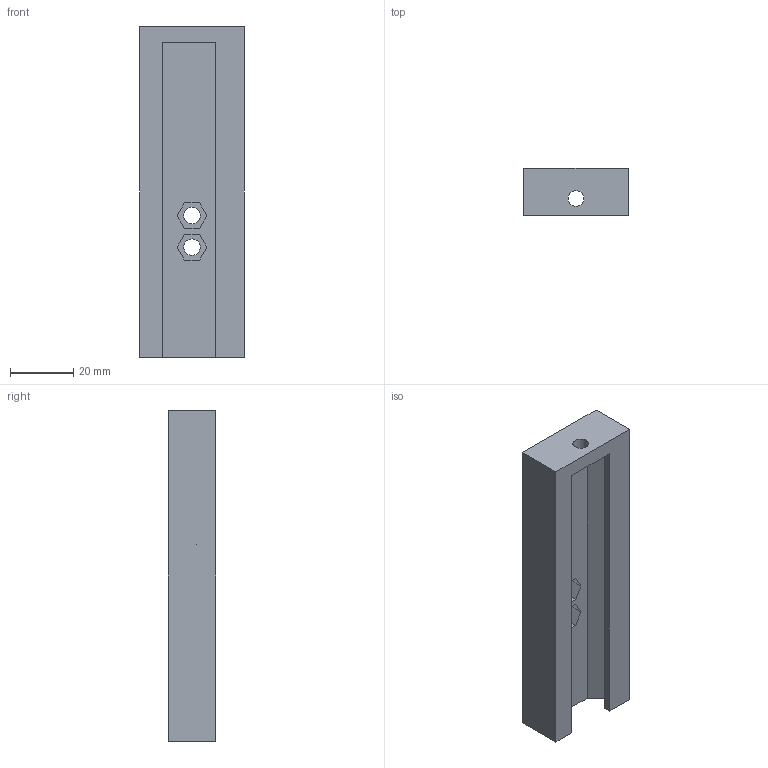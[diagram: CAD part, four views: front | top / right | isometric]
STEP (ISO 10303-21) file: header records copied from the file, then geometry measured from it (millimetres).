
FILE_DESCRIPTION(/* description */ (''),/* implementation_level */ '2;1');
FILE_NAME(/* name */ 'static mount 1.step',/* time_stamp */ '2025-12-27T21:02:58+01:00',/* author */ (''),/* organization */ (''),/* preprocessor_version */ 'ST-DEVELOPER v20.1',/* originating_system */ 'Autodesk Translation Framework v14.21.0.0',/* authorisation */ '');
FILE_SCHEMA (('AUTOMOTIVE_DESIGN { 1 0 10303 214 3 1 1 }','TECHNICAL_DATA_PACKAGING','PROCESS_PLANNING_SCHEMA'));
Length unit declared in the file: millimetre
Products named in the file (1): 2025-12-27-21-02-58-271
Bounding box: 33 x 15 x 105 mm (x, y, z)
Volume: 31168.5 mm3; surface area: 13947 mm2
Topology: 1 solids, 1 shells, 31 faces, 81 edges, 54 vertices
Faces by surface type: plane 28, cylinder 3
Full cylindrical faces by diameter (mm): 5 x1, 5.2 x2
Entity records: 986 total; most frequent: CARTESIAN_POINT 167, ORIENTED_EDGE 162, DIRECTION 151, EDGE_CURVE 81, LINE 75, VECTOR 75, VERTEX_POINT 54, EDGE_LOOP 39
